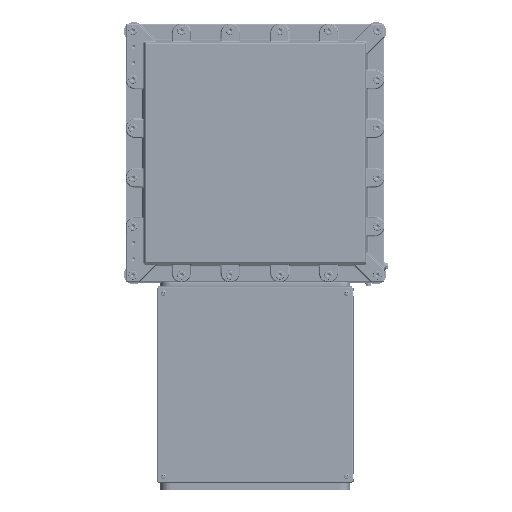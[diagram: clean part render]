
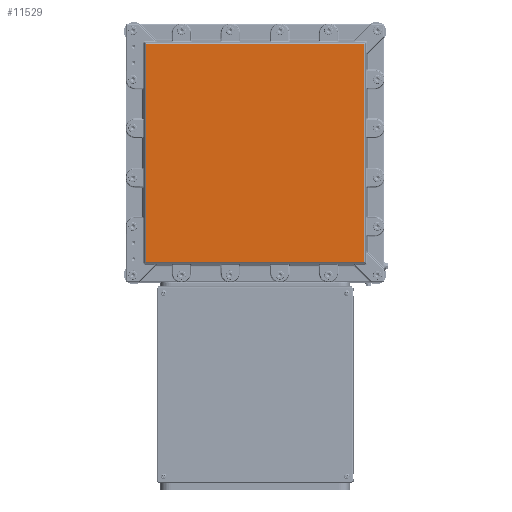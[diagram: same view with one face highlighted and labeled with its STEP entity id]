
A CAD part, top view. The second image highlights one B-rep face of the part: STEP entity #11529.
In plain terms, the highlighted planar face has unit normal (0, 0, 1).
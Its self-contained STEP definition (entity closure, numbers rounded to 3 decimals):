
#1911 = DIRECTION ( 'NONE',  ( 0., 1., 0. ) ) ;
#1916 = CARTESIAN_POINT ( 'NONE',  ( 201.965, -203.5, 34. ) ) ;
#1918 = DIRECTION ( 'NONE',  ( 1., 0., 0. ) ) ;
#1922 = CARTESIAN_POINT ( 'NONE',  ( -203.5, -201.965, 34. ) ) ;
#1926 = DIRECTION ( 'NONE',  ( 0., -1., 0. ) ) ;
#1928 = DIRECTION ( 'NONE',  ( -1., 0., 0. ) ) ;
#1932 = CARTESIAN_POINT ( 'NONE',  ( -203.5, 201.965, 34. ) ) ;
#2000 = CARTESIAN_POINT ( 'NONE',  ( -201.965, -203.5, 34. ) ) ;
#2645 = EDGE_CURVE ( 'NONE', #12035, #6308, #41156, .T. ) ;
#2646 = EDGE_CURVE ( 'NONE', #6308, #6289, #41122, .T. ) ;
#2648 = EDGE_CURVE ( 'NONE', #6289, #6277, #41162, .T. ) ;
#2649 = EDGE_CURVE ( 'NONE', #6277, #12035, #41167, .T. ) ;
#6277 = VERTEX_POINT ( 'NONE', #85162 ) ;
#6289 = VERTEX_POINT ( 'NONE', #85183 ) ;
#6308 = VERTEX_POINT ( 'NONE', #85216 ) ;
#11529 = ADVANCED_FACE ( 'NONE', ( #73921 ), #82577, .T. ) ;
#12035 = VERTEX_POINT ( 'NONE', #59067 ) ;
#40881 = EDGE_LOOP ( 'NONE', ( #98615, #98616, #98617, #98618 ) ) ;
#41122 = LINE ( 'NONE', #2000, #41164 ) ;
#41156 = LINE ( 'NONE', #1932, #41161 ) ;
#41161 = VECTOR ( 'NONE', #1928, 1000. ) ;
#41162 = LINE ( 'NONE', #1922, #41169 ) ;
#41164 = VECTOR ( 'NONE', #1926, 1000. ) ;
#41167 = LINE ( 'NONE', #1916, #41173 ) ;
#41169 = VECTOR ( 'NONE', #1918, 1000. ) ;
#41173 = VECTOR ( 'NONE', #1911, 1000. ) ;
#59067 = CARTESIAN_POINT ( 'NONE',  ( 201.965, 201.965, 34. ) ) ;
#73921 = FACE_OUTER_BOUND ( 'NONE', #40881, .T. ) ;
#80179 = AXIS2_PLACEMENT_3D ( 'NONE', #82568, #82581, #82583 ) ;
#82568 = CARTESIAN_POINT ( 'NONE',  ( -203.5, -203.5, 34. ) ) ;
#82577 = PLANE ( 'NONE',  #80179 ) ;
#82581 = DIRECTION ( 'NONE',  ( 0., 0., 1. ) ) ;
#82583 = DIRECTION ( 'NONE',  ( 1., 0., 0. ) ) ;
#85162 = CARTESIAN_POINT ( 'NONE',  ( 201.965, -201.965, 34. ) ) ;
#85183 = CARTESIAN_POINT ( 'NONE',  ( -201.965, -201.965, 34. ) ) ;
#85216 = CARTESIAN_POINT ( 'NONE',  ( -201.965, 201.965, 34. ) ) ;
#98615 = ORIENTED_EDGE ( 'NONE', *, *, #2645, .T. ) ;
#98616 = ORIENTED_EDGE ( 'NONE', *, *, #2646, .T. ) ;
#98617 = ORIENTED_EDGE ( 'NONE', *, *, #2648, .T. ) ;
#98618 = ORIENTED_EDGE ( 'NONE', *, *, #2649, .T. ) ;
